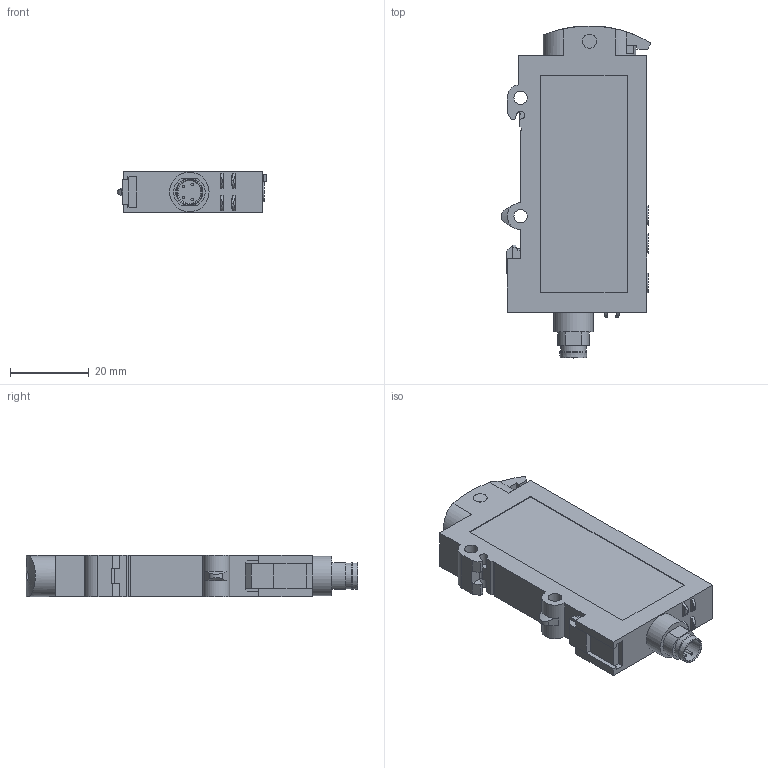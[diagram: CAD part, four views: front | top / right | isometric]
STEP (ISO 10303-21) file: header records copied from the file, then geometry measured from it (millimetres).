
FILE_DESCRIPTION(/* description */ ('STEP AP214'),/* implementation_level */ '2;1');
FILE_NAME(/* name */ '552799_SOE4-FO-D-HF2-1P-M8',/* time_stamp */ '2024-09-15T09:30:51+02:00',/* author */ ('License CC BY-ND 4.0'),/* organization */ ('CADENAS'),/* preprocessor_version */ 'ST-DEVELOPER v19.3',/* originating_system */ 'PARTsolutions',/* authorisation */ ' ');
FILE_SCHEMA (('AUTOMOTIVE_DESIGN {1 0 10303 214 3 1 1}'));
Length unit declared in the file: millimetre
Products named in the file (1): 552799 SOE4-FO-D-HF2-1P-M8
Bounding box: 37.85 x 84.07 x 10.42 mm (x, y, z)
Volume: 23763.1 mm3; surface area: 8196.5 mm2
Topology: 1 solids, 1 shells, 192 faces, 500 edges, 335 vertices
Faces by surface type: plane 130, cylinder 57, cone 5
Full cylindrical faces by diameter (mm): 0.6 x4, 2.4 x2, 3.4 x2, 3.6 x3, 5 x3, 5.77 x1, 6.5 x1, 6.9 x1, 10 x1
Entity records: 7170 total; most frequent: CARTESIAN_POINT 1160, ORIENTED_EDGE 946, DIRECTION 921, EDGE_CURVE 473, VERTEX_POINT 329, LINE 325, VECTOR 325, AXIS2_PLACEMENT_3D 298
